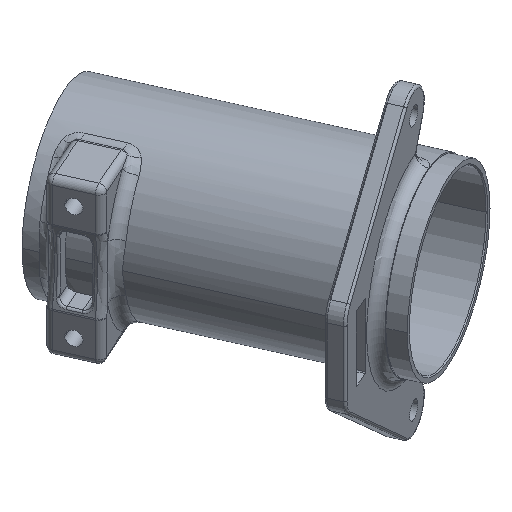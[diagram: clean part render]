
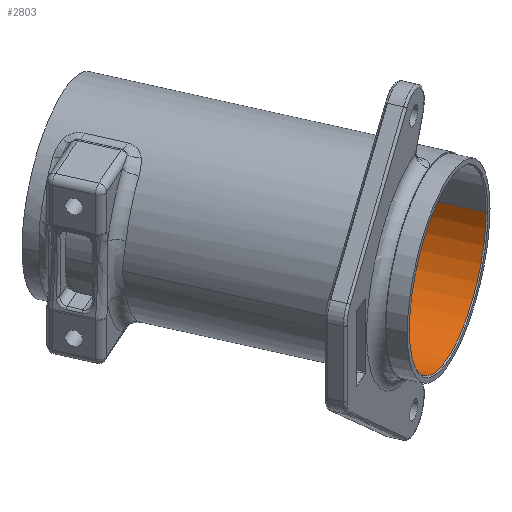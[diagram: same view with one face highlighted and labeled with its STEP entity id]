
A CAD part, isometric view. The second image highlights one B-rep face of the part: STEP entity #2803.
In plain terms, the highlighted cylindrical face has radius 37.5 mm (diameter 75 mm), a partial arc.
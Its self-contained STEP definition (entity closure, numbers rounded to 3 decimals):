
#88 = CARTESIAN_POINT ( 'NONE',  ( -222.628, 634.793, 0. ) ) ;
#114 = VERTEX_POINT ( 'NONE', #397 ) ;
#116 = DIRECTION ( 'NONE',  ( -0.407, 0.914, 0. ) ) ;
#336 = AXIS2_PLACEMENT_3D ( 'NONE', #956, #3307, #2011 ) ;
#397 = CARTESIAN_POINT ( 'NONE',  ( -247.735, 598.986, 0. ) ) ;
#422 = DIRECTION ( 'NONE',  ( 0.407, -0.914, 0. ) ) ;
#956 = CARTESIAN_POINT ( 'NONE',  ( -274.358, 750.98, 0. ) ) ;
#982 = FACE_OUTER_BOUND ( 'NONE', #2699, .T. ) ;
#1142 = VECTOR ( 'NONE', #1259, 1000. ) ;
#1259 = DIRECTION ( 'NONE',  ( -0.407, 0.914, 0. ) ) ;
#1492 = VERTEX_POINT ( 'NONE', #4652 ) ;
#1559 = DIRECTION ( 'NONE',  ( -0.914, -0.407, 0. ) ) ;
#1716 = CARTESIAN_POINT ( 'NONE',  ( -188.37, 650.046, 0. ) ) ;
#1767 = CARTESIAN_POINT ( 'NONE',  ( -213.477, 614.239, 0. ) ) ;
#1988 = ORIENTED_EDGE ( 'NONE', *, *, #6043, .F. ) ;
#2011 = DIRECTION ( 'NONE',  ( -0.914, -0.407, 0. ) ) ;
#2130 = CIRCLE ( 'NONE', #4971, 37.5 ) ;
#2206 = CARTESIAN_POINT ( 'NONE',  ( -256.886, 619.541, 0. ) ) ;
#2474 = EDGE_CURVE ( 'NONE', #4219, #6066, #2130, .T. ) ;
#2683 = EDGE_CURVE ( 'NONE', #114, #1492, #5763, .T. ) ;
#2699 = EDGE_LOOP ( 'NONE', ( #5648, #4611, #3281, #1988 ) ) ;
#2803 = ADVANCED_FACE ( 'NONE', ( #982 ), #3393, .F. ) ;
#3078 = CARTESIAN_POINT ( 'NONE',  ( -308.616, 735.727, 0. ) ) ;
#3281 = ORIENTED_EDGE ( 'NONE', *, *, #2474, .T. ) ;
#3307 = DIRECTION ( 'NONE',  ( -0.407, 0.914, 0. ) ) ;
#3393 = CYLINDRICAL_SURFACE ( 'NONE', #336, 37.5 ) ;
#3640 = EDGE_CURVE ( 'NONE', #1492, #4219, #4500, .T. ) ;
#3642 = DIRECTION ( 'NONE',  ( 0.914, 0.407, 0. ) ) ;
#4053 = LINE ( 'NONE', #3078, #1142 ) ;
#4219 = VERTEX_POINT ( 'NONE', #1716 ) ;
#4484 = AXIS2_PLACEMENT_3D ( 'NONE', #1767, #422, #3642 ) ;
#4500 = LINE ( 'NONE', #5235, #5077 ) ;
#4611 = ORIENTED_EDGE ( 'NONE', *, *, #3640, .T. ) ;
#4652 = CARTESIAN_POINT ( 'NONE',  ( -179.219, 629.491, 0. ) ) ;
#4804 = DIRECTION ( 'NONE',  ( -0.407, 0.914, 0. ) ) ;
#4971 = AXIS2_PLACEMENT_3D ( 'NONE', #88, #116, #1559 ) ;
#5077 = VECTOR ( 'NONE', #4804, 1000. ) ;
#5235 = CARTESIAN_POINT ( 'NONE',  ( -240.1, 766.233, 0. ) ) ;
#5648 = ORIENTED_EDGE ( 'NONE', *, *, #2683, .T. ) ;
#5763 = CIRCLE ( 'NONE', #4484, 37.5 ) ;
#6043 = EDGE_CURVE ( 'NONE', #114, #6066, #4053, .T. ) ;
#6066 = VERTEX_POINT ( 'NONE', #2206 ) ;
